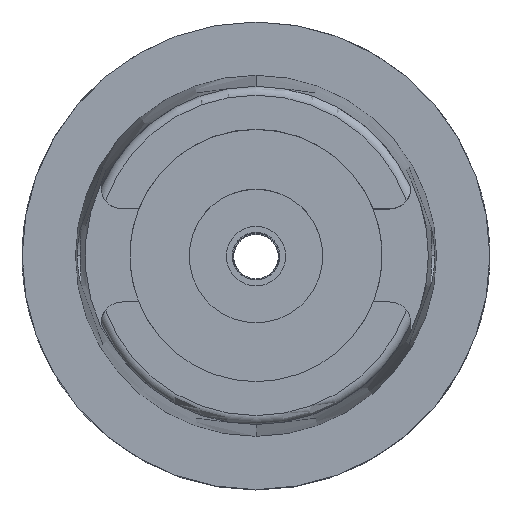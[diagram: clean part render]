
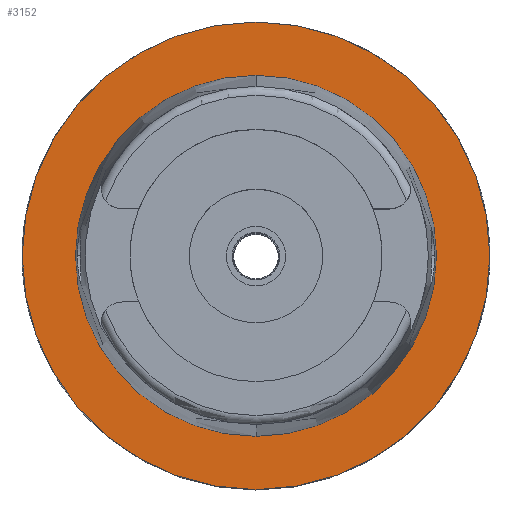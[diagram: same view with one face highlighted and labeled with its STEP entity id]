
A CAD part, top view. The second image highlights one B-rep face of the part: STEP entity #3152.
In plain terms, the highlighted planar face has unit normal (0, 0, 1).
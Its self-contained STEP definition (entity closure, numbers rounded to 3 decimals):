
#669=CARTESIAN_POINT('',(0.,0.,0.));
#670=DIRECTION('',(0.,0.,-1.));
#671=DIRECTION('',(0.,-1.,0.));
#672=AXIS2_PLACEMENT_3D('',#669,#670,#671);
#677=CARTESIAN_POINT('',(0.,0.,0.));
#678=DIRECTION('',(0.,0.,-1.));
#679=DIRECTION('',(0.,1.,0.));
#680=AXIS2_PLACEMENT_3D('',#677,#678,#679);
#685=CARTESIAN_POINT('',(0.,0.,0.));
#686=DIRECTION('',(0.,0.,1.));
#687=DIRECTION('',(0.,-1.,0.));
#688=AXIS2_PLACEMENT_3D('',#685,#686,#687);
#693=CARTESIAN_POINT('',(0.,0.,0.));
#694=DIRECTION('',(0.,0.,1.));
#695=DIRECTION('',(0.,1.,0.));
#696=AXIS2_PLACEMENT_3D('',#693,#694,#695);
#2472=CARTESIAN_POINT('',(0.,-24.315,0.));
#2473=VERTEX_POINT('',#2472);
#2474=CARTESIAN_POINT('',(0.,24.315,0.));
#2475=VERTEX_POINT('',#2474);
#2760=CARTESIAN_POINT('',(0.,31.5,0.));
#2761=VERTEX_POINT('',#2760);
#2762=CARTESIAN_POINT('',(0.,-31.5,0.));
#2763=VERTEX_POINT('',#2762);
#3137=CARTESIAN_POINT('',(0.,0.,0.));
#3138=DIRECTION('',(0.,0.,1.));
#3139=DIRECTION('',(0.,1.,0.));
#3140=AXIS2_PLACEMENT_3D('',#3137,#3138,#3139);
#3141=PLANE('',#3140);
#3143=ORIENTED_EDGE('',*,*,#3142,.T.);
#3145=ORIENTED_EDGE('',*,*,#3144,.T.);
#3146=EDGE_LOOP('',(#3143,#3145));
#3147=FACE_OUTER_BOUND('',#3146,.F.);
#3148=ORIENTED_EDGE('',*,*,#3095,.T.);
#3149=ORIENTED_EDGE('',*,*,#2884,.T.);
#3150=EDGE_LOOP('',(#3148,#3149));
#3151=FACE_BOUND('',#3150,.F.);
#673=CIRCLE('',#672,31.5);
#681=CIRCLE('',#680,31.5);
#689=CIRCLE('',#688,24.315);
#697=CIRCLE('',#696,24.315);
#2884=EDGE_CURVE('',#2475,#2473,#697,.T.);
#3095=EDGE_CURVE('',#2473,#2475,#689,.T.);
#3142=EDGE_CURVE('',#2763,#2761,#673,.T.);
#3144=EDGE_CURVE('',#2761,#2763,#681,.T.);
#3152=ADVANCED_FACE('',(#3147,#3151),#3141,.T.);
